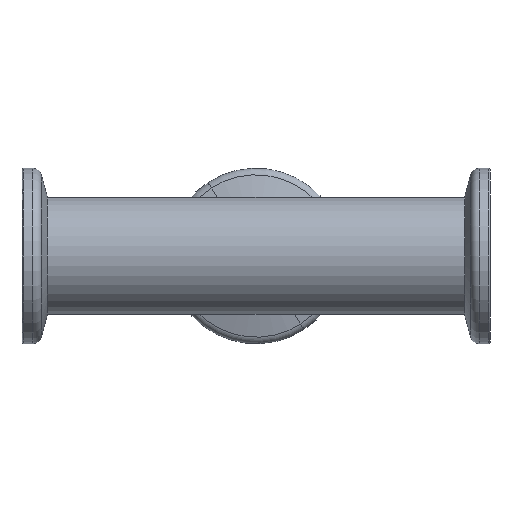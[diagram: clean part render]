
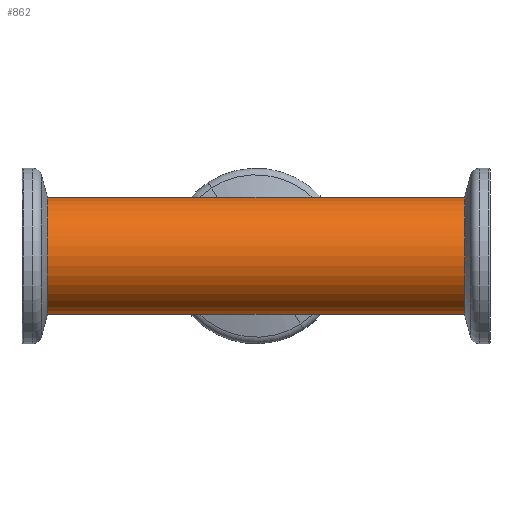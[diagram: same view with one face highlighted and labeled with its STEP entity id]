
A CAD part, front view. The second image highlights one B-rep face of the part: STEP entity #862.
In plain terms, the highlighted cylindrical face has radius 10 mm (diameter 20 mm), a partial arc.
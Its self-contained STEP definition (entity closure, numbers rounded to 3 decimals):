
#1 = ORIENTED_EDGE ( 'NONE', *, *, #604, .F. ) ;
#38 = EDGE_CURVE ( 'NONE', #568, #334, #640, .T. ) ;
#43 = VECTOR ( 'NONE', #46, 1000. ) ;
#46 = DIRECTION ( 'NONE',  ( -1., 0., 0. ) ) ;
#70 = DIRECTION ( 'NONE',  ( -1., 0., 0. ) ) ;
#76 = ORIENTED_EDGE ( 'NONE', *, *, #38, .T. ) ;
#84 = EDGE_CURVE ( 'NONE', #493, #701, #394, .T. ) ;
#120 = CARTESIAN_POINT ( 'NONE',  ( -36.5, 0., 0. ) ) ;
#148 = EDGE_LOOP ( 'NONE', ( #1, #449, #765, #76, #627, #560 ) ) ;
#162 = CARTESIAN_POINT ( 'NONE',  ( 36.5, 0., -10. ) ) ;
#219 = DIRECTION ( 'NONE',  ( 0., 0., -1. ) ) ;
#227 = FACE_OUTER_BOUND ( 'NONE', #148, .T. ) ;
#264 = CARTESIAN_POINT ( 'NONE',  ( 36.5, 0., 10. ) ) ;
#288 = CARTESIAN_POINT ( 'NONE',  ( 36.5, 0., 0. ) ) ;
#299 = AXIS2_PLACEMENT_3D ( 'NONE', #619, #452, #529 ) ;
#334 = VERTEX_POINT ( 'NONE', #1074 ) ;
#371 = DIRECTION ( 'NONE',  ( 0., 0., 1. ) ) ;
#394 = CIRCLE ( 'NONE', #299, 10. ) ;
#418 = VECTOR ( 'NONE', #70, 1000. ) ;
#430 = CYLINDRICAL_SURFACE ( 'NONE', #1127, 10. ) ;
#449 = ORIENTED_EDGE ( 'NONE', *, *, #84, .F. ) ;
#452 = DIRECTION ( 'NONE',  ( 1., 0., 0. ) ) ;
#459 = VECTOR ( 'NONE', #542, 1000. ) ;
#486 = EDGE_CURVE ( 'NONE', #493, #568, #1037, .T. ) ;
#493 = VERTEX_POINT ( 'NONE', #524 ) ;
#496 = CIRCLE ( 'NONE', #944, 10. ) ;
#524 = CARTESIAN_POINT ( 'NONE',  ( 36.5, 0., 10. ) ) ;
#529 = DIRECTION ( 'NONE',  ( 0., 0., -1. ) ) ;
#542 = DIRECTION ( 'NONE',  ( -1., 0., 0. ) ) ;
#560 = ORIENTED_EDGE ( 'NONE', *, *, #840, .F. ) ;
#567 = VERTEX_POINT ( 'NONE', #1053 ) ;
#568 = VERTEX_POINT ( 'NONE', #1130 ) ;
#604 = EDGE_CURVE ( 'NONE', #701, #567, #629, .T. ) ;
#619 = CARTESIAN_POINT ( 'NONE',  ( 36.5, 0., 0. ) ) ;
#624 = CARTESIAN_POINT ( 'NONE',  ( -36.5, 0., -10. ) ) ;
#627 = ORIENTED_EDGE ( 'NONE', *, *, #1102, .T. ) ;
#629 = LINE ( 'NONE', #162, #418 ) ;
#639 = CARTESIAN_POINT ( 'NONE',  ( 36.5, 0., -10. ) ) ;
#640 = LINE ( 'NONE', #788, #43 ) ;
#701 = VERTEX_POINT ( 'NONE', #800 ) ;
#713 = VERTEX_POINT ( 'NONE', #624 ) ;
#721 = DIRECTION ( 'NONE',  ( -1., 0., 0. ) ) ;
#755 = DIRECTION ( 'NONE',  ( 1., 0., 0. ) ) ;
#765 = ORIENTED_EDGE ( 'NONE', *, *, #486, .T. ) ;
#788 = CARTESIAN_POINT ( 'NONE',  ( 36.5, 0., 10. ) ) ;
#799 = VECTOR ( 'NONE', #721, 1000. ) ;
#800 = CARTESIAN_POINT ( 'NONE',  ( 36.5, 0., -10. ) ) ;
#814 = DIRECTION ( 'NONE',  ( -1., 0., 0. ) ) ;
#840 = EDGE_CURVE ( 'NONE', #567, #713, #1134, .T. ) ;
#862 = ADVANCED_FACE ( 'NONE', ( #227 ), #430, .T. ) ;
#944 = AXIS2_PLACEMENT_3D ( 'NONE', #120, #755, #219 ) ;
#1037 = LINE ( 'NONE', #264, #799 ) ;
#1053 = CARTESIAN_POINT ( 'NONE',  ( 0., 0., -10. ) ) ;
#1074 = CARTESIAN_POINT ( 'NONE',  ( -36.5, 0., 10. ) ) ;
#1102 = EDGE_CURVE ( 'NONE', #334, #713, #496, .T. ) ;
#1127 = AXIS2_PLACEMENT_3D ( 'NONE', #288, #814, #371 ) ;
#1130 = CARTESIAN_POINT ( 'NONE',  ( 0., 0., 10. ) ) ;
#1134 = LINE ( 'NONE', #639, #459 ) ;
